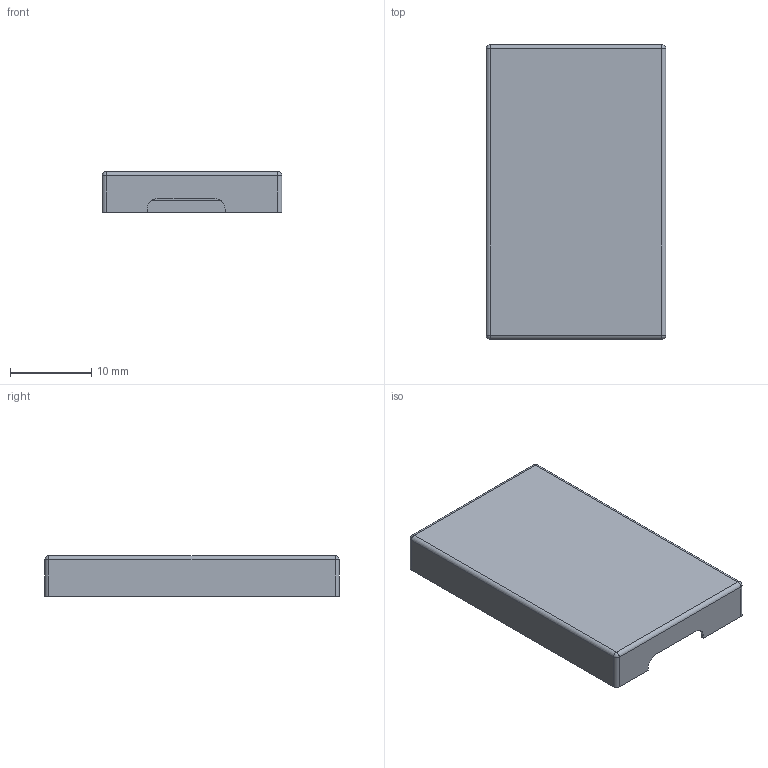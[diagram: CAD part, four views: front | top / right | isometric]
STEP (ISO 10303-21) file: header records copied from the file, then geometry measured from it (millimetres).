
FILE_DESCRIPTION(/* description */ (''),/* implementation_level */ '2;1');
FILE_NAME(/* name */ 'SlimCase-502030-Resin-Cover v10.step',/* time_stamp */ '2025-04-11T08:05:37+02:00',/* author */ (''),/* organization */ (''),/* preprocessor_version */ 'ST-DEVELOPER v20.1',/* originating_system */ 'Autodesk Translation Framework v14.4.0.0',/* authorisation */ '');
FILE_SCHEMA (('AUTOMOTIVE_DESIGN { 1 0 10303 214 3 1 1 }'));
Length unit declared in the file: millimetre
Products named in the file (1): SlimCase-502030-Resin-Cover
Bounding box: 22.2 x 36.3 x 5 mm (x, y, z)
Volume: 1146.1 mm3; surface area: 2587.7 mm2
Topology: 1 solids, 1 shells, 60 faces, 140 edges, 84 vertices
Faces by surface type: plane 30, cylinder 26, sphere 4
Entity records: 1718 total; most frequent: DIRECTION 300, CARTESIAN_POINT 285, ORIENTED_EDGE 280, EDGE_CURVE 140, LINE 102, VECTOR 102, AXIS2_PLACEMENT_3D 99, VERTEX_POINT 84
